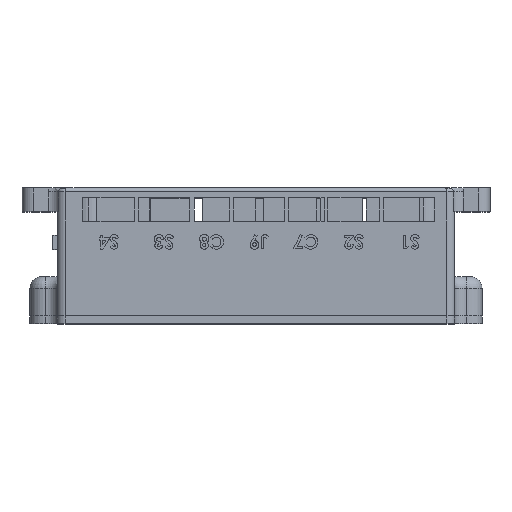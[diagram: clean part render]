
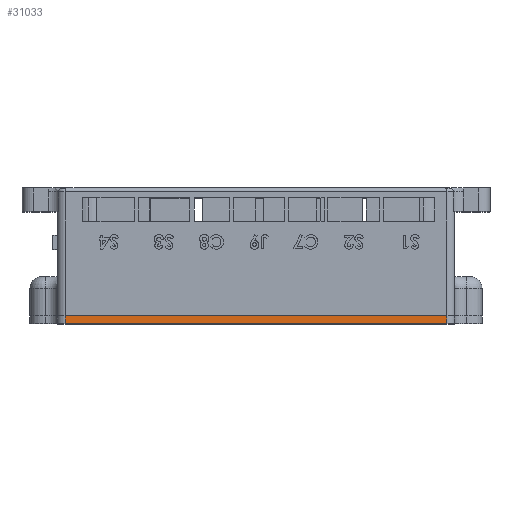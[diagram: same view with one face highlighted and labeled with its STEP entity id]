
A CAD part, top view. The second image highlights one B-rep face of the part: STEP entity #31033.
In plain terms, the highlighted planar face has unit normal (0, 0, 1).
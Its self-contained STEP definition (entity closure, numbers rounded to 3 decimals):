
#708 = CARTESIAN_POINT ( 'NONE',  ( -70.038, -11.697, 161.5 ) ) ;
#1204 = LINE ( 'NONE', #4000, #26464 ) ;
#1576 = PLANE ( 'NONE',  #2576 ) ;
#2532 = ORIENTED_EDGE ( 'NONE', *, *, #10989, .T. ) ;
#2576 = AXIS2_PLACEMENT_3D ( 'NONE', #17678, #28484, #4323 ) ;
#2835 = VERTEX_POINT ( 'NONE', #708 ) ;
#3511 = DIRECTION ( 'NONE',  ( 1., 0., 0. ) ) ;
#4000 = CARTESIAN_POINT ( 'NONE',  ( -72.038, -9.697, 161.5 ) ) ;
#4323 = DIRECTION ( 'NONE',  ( 1., 0., 0. ) ) ;
#7243 = VERTEX_POINT ( 'NONE', #16725 ) ;
#9338 = FACE_OUTER_BOUND ( 'NONE', #10788, .T. ) ;
#10671 = EDGE_CURVE ( 'NONE', #2835, #35113, #35121, .T. ) ;
#10788 = EDGE_LOOP ( 'NONE', ( #31946, #23730, #32416, #2532 ) ) ;
#10989 = EDGE_CURVE ( 'NONE', #21626, #2835, #34666, .T. ) ;
#12237 = EDGE_CURVE ( 'NONE', #35113, #7243, #31667, .T. ) ;
#12723 = CARTESIAN_POINT ( 'NONE',  ( 26.962, -11.697, 161.5 ) ) ;
#16145 = DIRECTION ( 'NONE',  ( 0., 1., 0. ) ) ;
#16725 = CARTESIAN_POINT ( 'NONE',  ( 26.962, -9.697, 161.5 ) ) ;
#17678 = CARTESIAN_POINT ( 'NONE',  ( -72.038, -11.697, 161.5 ) ) ;
#20135 = DIRECTION ( 'NONE',  ( 1., 0., 0. ) ) ;
#21626 = VERTEX_POINT ( 'NONE', #26320 ) ;
#21787 = VECTOR ( 'NONE', #25025, 1000. ) ;
#22143 = CARTESIAN_POINT ( 'NONE',  ( -70.038, -11.697, 161.5 ) ) ;
#23730 = ORIENTED_EDGE ( 'NONE', *, *, #12237, .T. ) ;
#25025 = DIRECTION ( 'NONE',  ( 0., -1., 0. ) ) ;
#26228 = CARTESIAN_POINT ( 'NONE',  ( 26.962, -11.697, 161.5 ) ) ;
#26320 = CARTESIAN_POINT ( 'NONE',  ( -70.038, -9.697, 161.5 ) ) ;
#26464 = VECTOR ( 'NONE', #20135, 1000. ) ;
#28484 = DIRECTION ( 'NONE',  ( 0., 0., 1. ) ) ;
#29057 = VECTOR ( 'NONE', #16145, 1000. ) ;
#30813 = CARTESIAN_POINT ( 'NONE',  ( -72.038, -11.697, 161.5 ) ) ;
#31033 = ADVANCED_FACE ( 'NONE', ( #9338 ), #1576, .T. ) ;
#31667 = LINE ( 'NONE', #26228, #29057 ) ;
#31946 = ORIENTED_EDGE ( 'NONE', *, *, #10671, .T. ) ;
#31951 = EDGE_CURVE ( 'NONE', #21626, #7243, #1204, .T. ) ;
#32416 = ORIENTED_EDGE ( 'NONE', *, *, #31951, .F. ) ;
#33405 = VECTOR ( 'NONE', #3511, 1000. ) ;
#34666 = LINE ( 'NONE', #22143, #21787 ) ;
#35113 = VERTEX_POINT ( 'NONE', #12723 ) ;
#35121 = LINE ( 'NONE', #30813, #33405 ) ;
